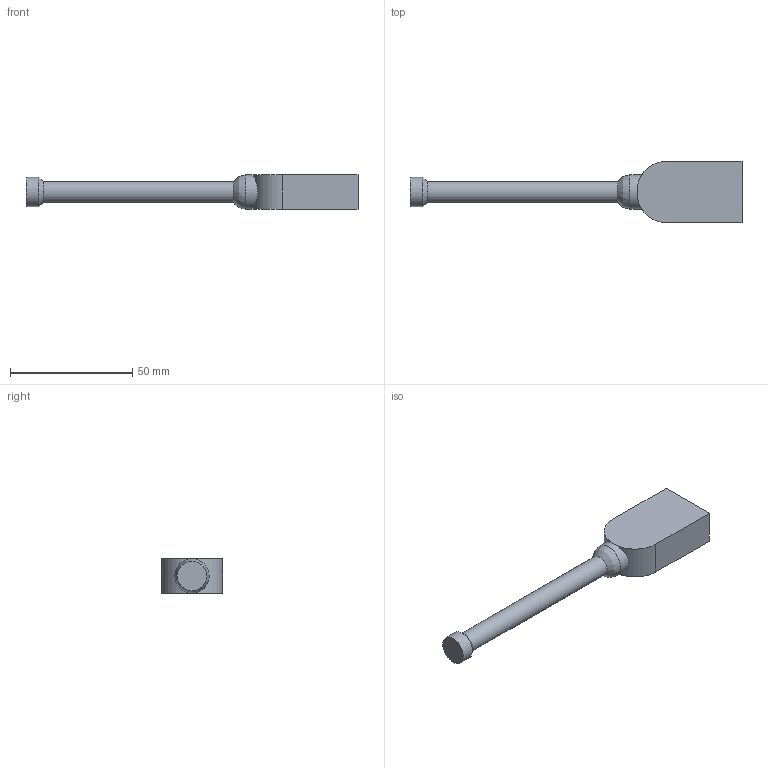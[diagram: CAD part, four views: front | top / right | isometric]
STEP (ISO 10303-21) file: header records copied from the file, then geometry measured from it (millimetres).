
FILE_DESCRIPTION(/* description */ (''),/* implementation_level */ '2;1');
FILE_NAME(/* name */ 'MCLPDC7F.stp',/* time_stamp */ '2016-03-02T09:20:34+01:00',/* author */ ('sh'),/* organization */ (''),/* preprocessor_version */ 'ST-DEVELOPER v15.2',/* originating_system */ 'Autodesk Inventor 2014',/* authorisation */ '');
FILE_SCHEMA (('AUTOMOTIVE_DESIGN { 1 0 10303 214 3 1 1 }'));
Length unit declared in the file: millimetre
Products named in the file (1): MCLPDC7F
Bounding box: 136 x 25 x 14 mm (x, y, z)
Volume: 19745.3 mm3; surface area: 7494.2 mm2
Topology: 1 solids, 1 shells, 158 faces, 412 edges, 273 vertices
Faces by surface type: plane 81, bspline 64, cylinder 12, cone 1
Full cylindrical faces by diameter (mm): 3 x7, 8.5 x1, 12 x1, 14 x1
Entity records: 5281 total; most frequent: CARTESIAN_POINT 1712, ORIENTED_EDGE 800, DIRECTION 489, EDGE_CURVE 400, VERTEX_POINT 272, LINE 243, VECTOR 243, EDGE_LOOP 186
